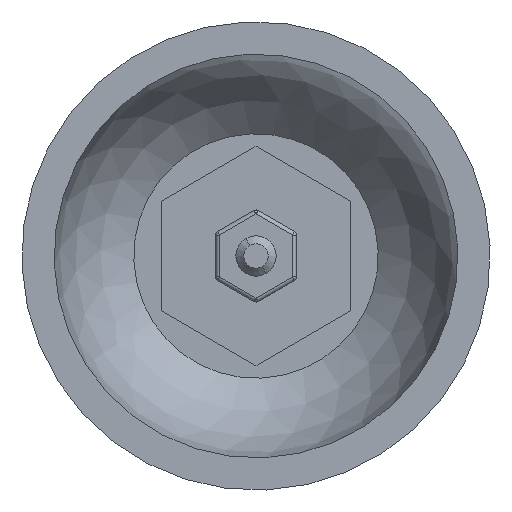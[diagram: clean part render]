
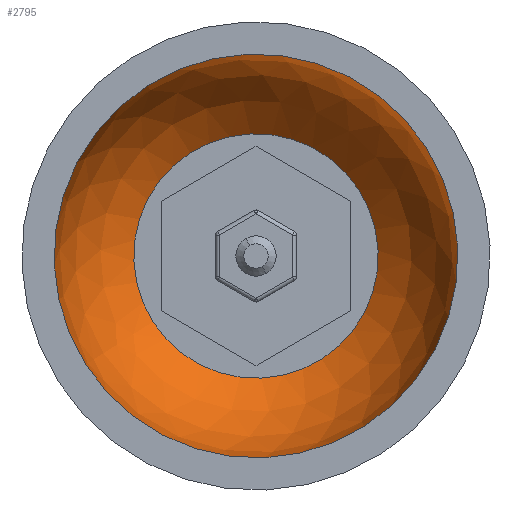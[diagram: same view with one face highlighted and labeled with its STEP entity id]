
A CAD part, front view. The second image highlights one B-rep face of the part: STEP entity #2795.
In plain terms, the highlighted spherical face has radius 25 mm.
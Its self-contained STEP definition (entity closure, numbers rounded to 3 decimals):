
#152 = AXIS2_PLACEMENT_3D ( 'NONE', #684, #2630, #998 ) ;
#302 = AXIS2_PLACEMENT_3D ( 'NONE', #2725, #2603, #2077 ) ;
#372 = EDGE_LOOP ( 'NONE', ( #3358, #2839 ) ) ;
#404 = CARTESIAN_POINT ( 'NONE',  ( 0., 0., -25. ) ) ;
#451 = DIRECTION ( 'NONE',  ( 0., -1., 0. ) ) ;
#663 = DIRECTION ( 'NONE',  ( 0., 0., 1. ) ) ;
#684 = CARTESIAN_POINT ( 'NONE',  ( 0., -19.9, 0. ) ) ;
#787 = SPHERICAL_SURFACE ( 'NONE', #2565, 25. ) ;
#832 = EDGE_CURVE ( 'NONE', #2248, #3080, #2688, .T. ) ;
#889 = EDGE_LOOP ( 'NONE', ( #2629, #2258 ) ) ;
#977 = DIRECTION ( 'NONE',  ( 1., 0., 0. ) ) ;
#998 = DIRECTION ( 'NONE',  ( 1., 0., 0. ) ) ;
#1282 = DIRECTION ( 'NONE',  ( 0., 1., 0. ) ) ;
#1486 = CARTESIAN_POINT ( 'NONE',  ( 15.132, -19.9, 0. ) ) ;
#1572 = EDGE_CURVE ( 'NONE', #3080, #2248, #3315, .T. ) ;
#1770 = FACE_OUTER_BOUND ( 'NONE', #372, .T. ) ;
#1821 = CARTESIAN_POINT ( 'NONE',  ( 0., 0., 25. ) ) ;
#2046 = CARTESIAN_POINT ( 'NONE',  ( 0., 0., 0. ) ) ;
#2058 = DIRECTION ( 'NONE',  ( 1., 0., 0. ) ) ;
#2077 = DIRECTION ( 'NONE',  ( 0., 0., 1. ) ) ;
#2228 = CARTESIAN_POINT ( 'NONE',  ( 0., 0., 0. ) ) ;
#2248 = VERTEX_POINT ( 'NONE', #404 ) ;
#2258 = ORIENTED_EDGE ( 'NONE', *, *, #2735, .F. ) ;
#2279 = DIRECTION ( 'NONE',  ( 0., 1., 0. ) ) ;
#2375 = VERTEX_POINT ( 'NONE', #2736 ) ;
#2413 = VERTEX_POINT ( 'NONE', #1486 ) ;
#2541 = CARTESIAN_POINT ( 'NONE',  ( 0., -19.9, 0. ) ) ;
#2565 = AXIS2_PLACEMENT_3D ( 'NONE', #2046, #1282, #2058 ) ;
#2603 = DIRECTION ( 'NONE',  ( 0., -1., 0. ) ) ;
#2617 = CIRCLE ( 'NONE', #152, 15.132 ) ;
#2629 = ORIENTED_EDGE ( 'NONE', *, *, #2935, .F. ) ;
#2630 = DIRECTION ( 'NONE',  ( 0., 1., 0. ) ) ;
#2688 = CIRCLE ( 'NONE', #3005, 25. ) ;
#2724 = CIRCLE ( 'NONE', #3166, 15.132 ) ;
#2725 = CARTESIAN_POINT ( 'NONE',  ( 0., 0., 0. ) ) ;
#2735 = EDGE_CURVE ( 'NONE', #2375, #2413, #2617, .T. ) ;
#2736 = CARTESIAN_POINT ( 'NONE',  ( -15.132, -19.9, 0. ) ) ;
#2795 = ADVANCED_FACE ( 'NONE', ( #1770, #3136 ), #787, .F. ) ;
#2839 = ORIENTED_EDGE ( 'NONE', *, *, #832, .F. ) ;
#2935 = EDGE_CURVE ( 'NONE', #2413, #2375, #2724, .T. ) ;
#3005 = AXIS2_PLACEMENT_3D ( 'NONE', #2228, #451, #663 ) ;
#3080 = VERTEX_POINT ( 'NONE', #1821 ) ;
#3136 = FACE_BOUND ( 'NONE', #889, .T. ) ;
#3166 = AXIS2_PLACEMENT_3D ( 'NONE', #2541, #2279, #977 ) ;
#3315 = CIRCLE ( 'NONE', #302, 25. ) ;
#3358 = ORIENTED_EDGE ( 'NONE', *, *, #1572, .F. ) ;
